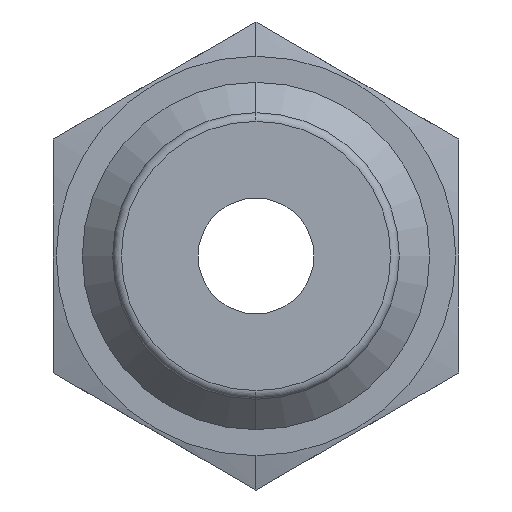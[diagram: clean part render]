
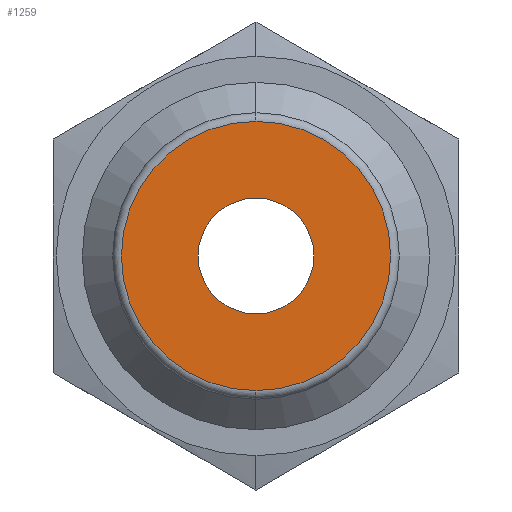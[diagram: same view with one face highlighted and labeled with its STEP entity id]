
A CAD part, left-side view. The second image highlights one B-rep face of the part: STEP entity #1259.
In plain terms, the highlighted planar face has unit normal (-1, 0, 0).
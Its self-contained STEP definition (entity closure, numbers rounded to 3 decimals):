
#249=FACE_BOUND('',#375,.T.);
#285=FACE_OUTER_BOUND('',#374,.T.);
#374=EDGE_LOOP('',(#950,#951));
#375=EDGE_LOOP('',(#952,#953));
#460=CIRCLE('',#1362,4.65);
#461=CIRCLE('',#1363,4.65);
#462=CIRCLE('',#1364,2.);
#463=CIRCLE('',#1365,2.);
#574=VERTEX_POINT('',#2091);
#575=VERTEX_POINT('',#2092);
#576=VERTEX_POINT('',#2095);
#577=VERTEX_POINT('',#2096);
#712=EDGE_CURVE('',#574,#575,#460,.T.);
#713=EDGE_CURVE('',#575,#574,#461,.T.);
#714=EDGE_CURVE('',#576,#577,#462,.T.);
#715=EDGE_CURVE('',#577,#576,#463,.T.);
#950=ORIENTED_EDGE('',*,*,#712,.T.);
#951=ORIENTED_EDGE('',*,*,#713,.T.);
#952=ORIENTED_EDGE('',*,*,#714,.F.);
#953=ORIENTED_EDGE('',*,*,#715,.F.);
#1227=PLANE('',#1361);
#1259=ADVANCED_FACE('',(#285,#249),#1227,.T.);
#1361=AXIS2_PLACEMENT_3D('',#2090,#1598,#1599);
#1362=AXIS2_PLACEMENT_3D('',#2093,#1600,#1601);
#1363=AXIS2_PLACEMENT_3D('',#2094,#1602,#1603);
#1364=AXIS2_PLACEMENT_3D('',#2097,#1604,#1605);
#1365=AXIS2_PLACEMENT_3D('',#2098,#1606,#1607);
#1598=DIRECTION('center_axis',(-1.,0.,0.));
#1599=DIRECTION('ref_axis',(0.,-1.,0.));
#1600=DIRECTION('center_axis',(-1.,0.,0.));
#1601=DIRECTION('ref_axis',(0.,0.,-1.));
#1602=DIRECTION('center_axis',(-1.,0.,0.));
#1603=DIRECTION('ref_axis',(0.,0.,1.));
#1604=DIRECTION('center_axis',(-1.,0.,0.));
#1605=DIRECTION('ref_axis',(0.,0.,1.));
#1606=DIRECTION('center_axis',(-1.,0.,0.));
#1607=DIRECTION('ref_axis',(0.,0.,-1.));
#2090=CARTESIAN_POINT('Origin',(-5.6,5.15,-5.15));
#2091=CARTESIAN_POINT('',(-5.6,0.,-4.65));
#2092=CARTESIAN_POINT('',(-5.6,0.,4.65));
#2093=CARTESIAN_POINT('Origin',(-5.6,0.,0.));
#2094=CARTESIAN_POINT('Origin',(-5.6,0.,0.));
#2095=CARTESIAN_POINT('',(-5.6,0.,2.));
#2096=CARTESIAN_POINT('',(-5.6,0.,-2.));
#2097=CARTESIAN_POINT('Origin',(-5.6,0.,0.));
#2098=CARTESIAN_POINT('Origin',(-5.6,0.,0.));
